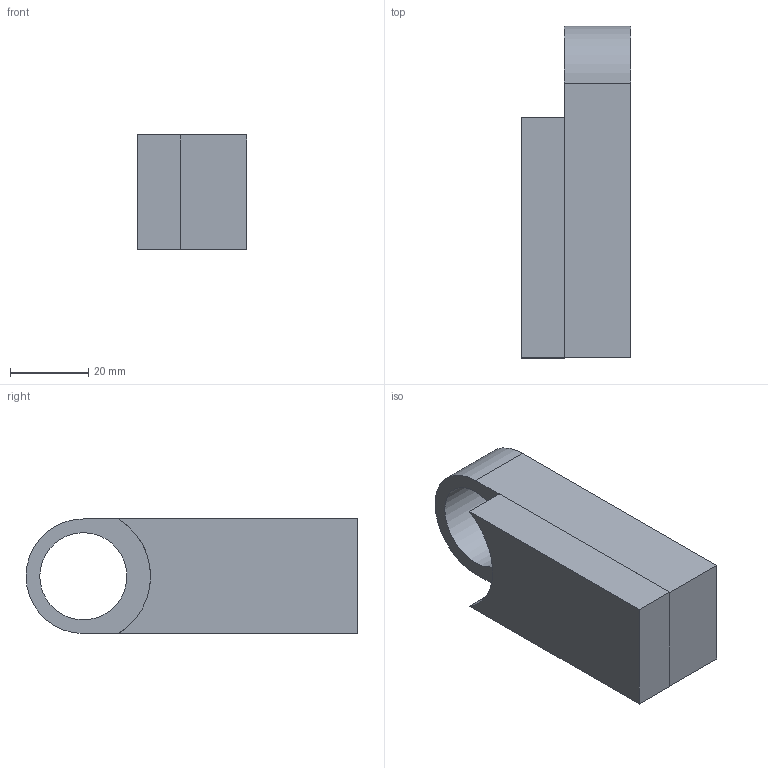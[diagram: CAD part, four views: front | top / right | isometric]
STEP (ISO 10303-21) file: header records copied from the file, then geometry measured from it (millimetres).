
FILE_DESCRIPTION(('FreeCAD Model'),'2;1');
FILE_NAME('Open CASCADE Shape Model','2024-04-15T15:02:25',(''),(''), 'Open CASCADE STEP processor 7.7','FreeCAD','Unknown');
FILE_SCHEMA(('AUTOMOTIVE_DESIGN { 1 0 10303 214 1 1 1 1 }'));
Length unit declared in the file: millimetre
Products named in the file (1): Bottom Latch
Bounding box: 28 x 84.6 x 29.47 mm (x, y, z)
Volume: 51785.2 mm3; surface area: 10919.5 mm2
Topology: 1 solids, 1 shells, 14 faces, 32 edges, 20 vertices
Faces by surface type: plane 11, cylinder 3
Full cylindrical faces by diameter (mm): 22.2 x1
Entity records: 418 total; most frequent: DIRECTION 70, CARTESIAN_POINT 67, ORIENTED_EDGE 64, EDGE_CURVE 32, LINE 24, VECTOR 24, AXIS2_PLACEMENT_3D 23, VERTEX_POINT 20
